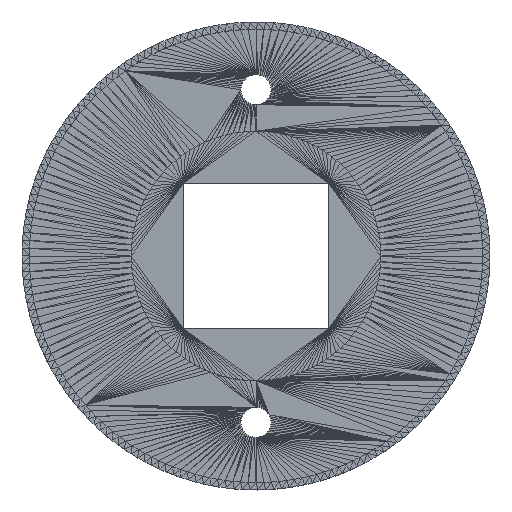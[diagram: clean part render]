
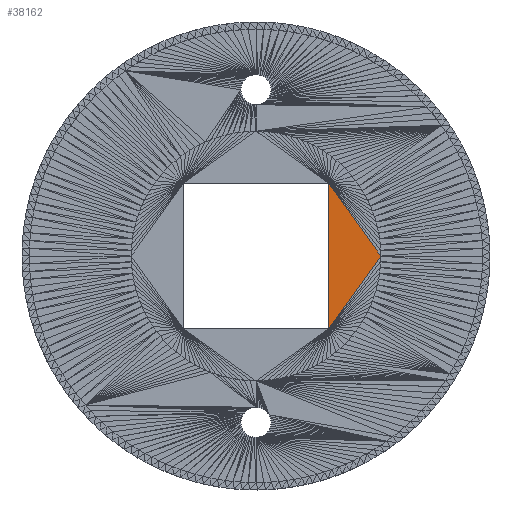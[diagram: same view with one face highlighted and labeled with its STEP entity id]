
A CAD part, top view. The second image highlights one B-rep face of the part: STEP entity #38162.
In plain terms, the highlighted planar face has unit normal (0, 0, 1).
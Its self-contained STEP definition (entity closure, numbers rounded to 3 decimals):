
#1162 = ORIENTED_EDGE ( 'NONE', *, *, #43884, .F. ) ;
#1520 = LINE ( 'NONE', #46704, #24834 ) ;
#1797 = CARTESIAN_POINT ( 'NONE',  ( 12., -0.008, 10.8 ) ) ;
#2135 = AXIS2_PLACEMENT_3D ( 'NONE', #42496, #20736, #27832 ) ;
#4975 = CARTESIAN_POINT ( 'NONE',  ( 7., 7., 10.8 ) ) ;
#9042 = DIRECTION ( 'NONE',  ( 0., 1., 0. ) ) ;
#9577 = DIRECTION ( 'NONE',  ( -0.581, 0.814, 0. ) ) ;
#9894 = VECTOR ( 'NONE', #34247, 1000. ) ;
#13765 = VERTEX_POINT ( 'NONE', #1797 ) ;
#14342 = ORIENTED_EDGE ( 'NONE', *, *, #45942, .T. ) ;
#20736 = DIRECTION ( 'NONE',  ( 0., 0., 1. ) ) ;
#22777 = LINE ( 'NONE', #26679, #9894 ) ;
#24834 = VECTOR ( 'NONE', #9577, 1000. ) ;
#26679 = CARTESIAN_POINT ( 'NONE',  ( 7., -7., 10.8 ) ) ;
#27624 = LINE ( 'NONE', #42523, #46120 ) ;
#27832 = DIRECTION ( 'NONE',  ( 1., 0., 0. ) ) ;
#29671 = ORIENTED_EDGE ( 'NONE', *, *, #47586, .T. ) ;
#31078 = EDGE_LOOP ( 'NONE', ( #1162, #14342, #29671 ) ) ;
#33603 = VERTEX_POINT ( 'NONE', #4975 ) ;
#34247 = DIRECTION ( 'NONE',  ( 0.582, 0.813, 0. ) ) ;
#34424 = VERTEX_POINT ( 'NONE', #42907 ) ;
#38162 = ADVANCED_FACE ( 'NONE', ( #39077 ), #46401, .T. ) ;
#39077 = FACE_OUTER_BOUND ( 'NONE', #31078, .T. ) ;
#42496 = CARTESIAN_POINT ( 'NONE',  ( 0., 0., 10.8 ) ) ;
#42523 = CARTESIAN_POINT ( 'NONE',  ( 7., -7., 10.8 ) ) ;
#42907 = CARTESIAN_POINT ( 'NONE',  ( 7., -7., 10.8 ) ) ;
#43884 = EDGE_CURVE ( 'NONE', #34424, #33603, #27624, .T. ) ;
#45942 = EDGE_CURVE ( 'NONE', #34424, #13765, #22777, .T. ) ;
#46120 = VECTOR ( 'NONE', #9042, 1000. ) ;
#46401 = PLANE ( 'NONE',  #2135 ) ;
#46704 = CARTESIAN_POINT ( 'NONE',  ( 12., -0.008, 10.8 ) ) ;
#47586 = EDGE_CURVE ( 'NONE', #13765, #33603, #1520, .T. ) ;
